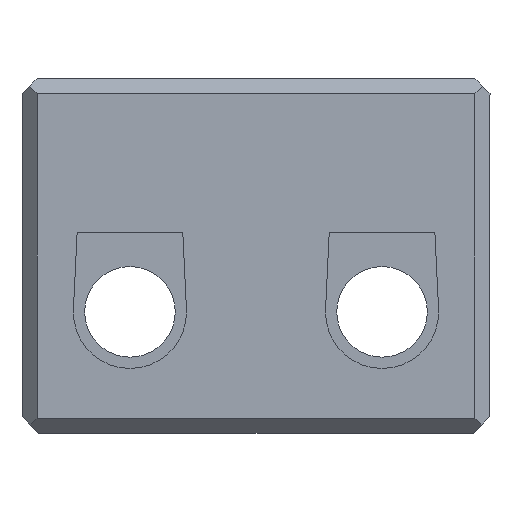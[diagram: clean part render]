
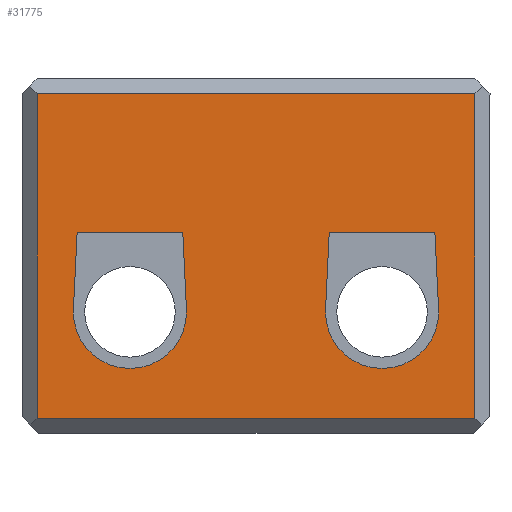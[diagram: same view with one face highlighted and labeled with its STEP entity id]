
A CAD part, front view. The second image highlights one B-rep face of the part: STEP entity #31775.
In plain terms, the highlighted planar face has unit normal (0, -1, 0).
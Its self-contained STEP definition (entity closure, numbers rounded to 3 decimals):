
#35 = DIRECTION ( 'NONE',  ( 0., 1., 0. ) ) ;
#136 = VERTEX_POINT ( 'NONE', #14302 ) ;
#225 = CARTESIAN_POINT ( 'NONE',  ( -4.6, -0.45, -3.6 ) ) ;
#950 = EDGE_CURVE ( 'NONE', #3970, #136, #4660, .T. ) ;
#1571 = DIRECTION ( 'NONE',  ( 0., 0., -1. ) ) ;
#1671 = AXIS2_PLACEMENT_3D ( 'NONE', #2436, #35, #28990 ) ;
#1762 = CARTESIAN_POINT ( 'NONE',  ( -4.85, -0.45, 1.65 ) ) ;
#2316 = DIRECTION ( 'NONE',  ( 0., 1., 0. ) ) ;
#2431 = ORIENTED_EDGE ( 'NONE', *, *, #5335, .T. ) ;
#2436 = CARTESIAN_POINT ( 'NONE',  ( 0., -0.45, 0. ) ) ;
#2461 = ORIENTED_EDGE ( 'NONE', *, *, #22269, .F. ) ;
#2811 = VERTEX_POINT ( 'NONE', #23511 ) ;
#2907 = DIRECTION ( 'NONE',  ( 1., 0., 0. ) ) ;
#3015 = DIRECTION ( 'NONE',  ( 0., -1., 0. ) ) ;
#3970 = VERTEX_POINT ( 'NONE', #18992 ) ;
#4012 = CARTESIAN_POINT ( 'NONE',  ( -4.85, -0.45, 1.65 ) ) ;
#4255 = EDGE_CURVE ( 'NONE', #15237, #33392, #14246, .T. ) ;
#4382 = CARTESIAN_POINT ( 'NONE',  ( -8.35, -0.45, -3.6 ) ) ;
#4660 = CIRCLE ( 'NONE', #28571, 3.75 ) ;
#4878 = EDGE_LOOP ( 'NONE', ( #5314, #12676, #12828, #2461, #7787 ) ) ;
#5147 = ORIENTED_EDGE ( 'NONE', *, *, #26012, .F. ) ;
#5314 = ORIENTED_EDGE ( 'NONE', *, *, #20121, .F. ) ;
#5335 = EDGE_CURVE ( 'NONE', #136, #30941, #31659, .T. ) ;
#5351 = FACE_BOUND ( 'NONE', #4878, .T. ) ;
#5474 = CARTESIAN_POINT ( 'NONE',  ( -11.85, -0.45, 1.65 ) ) ;
#6069 = ORIENTED_EDGE ( 'NONE', *, *, #16776, .F. ) ;
#6115 = VERTEX_POINT ( 'NONE', #225 ) ;
#6126 = DIRECTION ( 'NONE',  ( -0.048, 0., -0.999 ) ) ;
#6853 = AXIS2_PLACEMENT_3D ( 'NONE', #26351, #3015, #21414 ) ;
#7685 = DIRECTION ( 'NONE',  ( 0., -1., 0. ) ) ;
#7787 = ORIENTED_EDGE ( 'NONE', *, *, #4255, .F. ) ;
#7898 = VECTOR ( 'NONE', #6126, 1000. ) ;
#7971 = VECTOR ( 'NONE', #18050, 1000. ) ;
#8134 = ORIENTED_EDGE ( 'NONE', *, *, #31580, .T. ) ;
#8562 = LINE ( 'NONE', #26647, #28173 ) ;
#8857 = DIRECTION ( 'NONE',  ( -1., 0., 0. ) ) ;
#9199 = EDGE_LOOP ( 'NONE', ( #8134, #29413, #30200, #2431, #28993 ) ) ;
#9700 = CARTESIAN_POINT ( 'NONE',  ( -14.5, -0.45, -10.65 ) ) ;
#10277 = VECTOR ( 'NONE', #2907, 1000. ) ;
#10432 = AXIS2_PLACEMENT_3D ( 'NONE', #33576, #7685, #15253 ) ;
#10780 = EDGE_CURVE ( 'NONE', #30941, #24761, #28808, .T. ) ;
#10821 = VECTOR ( 'NONE', #8857, 1000. ) ;
#11293 = CARTESIAN_POINT ( 'NONE',  ( 11.75, -0.45, 1.65 ) ) ;
#11826 = CARTESIAN_POINT ( 'NONE',  ( 14.5, -0.45, 10.65 ) ) ;
#12196 = CARTESIAN_POINT ( 'NONE',  ( 4.6, -0.45, -3.6 ) ) ;
#12504 = CARTESIAN_POINT ( 'NONE',  ( -14.5, -0.45, -10.65 ) ) ;
#12676 = ORIENTED_EDGE ( 'NONE', *, *, #20730, .F. ) ;
#12828 = ORIENTED_EDGE ( 'NONE', *, *, #24919, .F. ) ;
#13104 = LINE ( 'NONE', #31630, #25755 ) ;
#13983 = DIRECTION ( 'NONE',  ( 0.048, 0., 0.999 ) ) ;
#14246 = CIRCLE ( 'NONE', #10432, 3.75 ) ;
#14302 = CARTESIAN_POINT ( 'NONE',  ( -12.1, -0.45, -3.6 ) ) ;
#14732 = LINE ( 'NONE', #11826, #31466 ) ;
#14863 = DIRECTION ( 'NONE',  ( 1., 0., 0. ) ) ;
#15237 = VERTEX_POINT ( 'NONE', #21673 ) ;
#15253 = DIRECTION ( 'NONE',  ( -1., 0., 0. ) ) ;
#16011 = VERTEX_POINT ( 'NONE', #12196 ) ;
#16256 = VERTEX_POINT ( 'NONE', #22519 ) ;
#16776 = EDGE_CURVE ( 'NONE', #20068, #31916, #13104, .T. ) ;
#17112 = DIRECTION ( 'NONE',  ( 0.048, 0., -0.999 ) ) ;
#17235 = CIRCLE ( 'NONE', #6853, 3.75 ) ;
#17405 = EDGE_CURVE ( 'NONE', #6115, #3970, #23649, .T. ) ;
#17468 = LINE ( 'NONE', #1762, #28877 ) ;
#17724 = LINE ( 'NONE', #9700, #30548 ) ;
#18050 = DIRECTION ( 'NONE',  ( 1., 0., 0. ) ) ;
#18992 = CARTESIAN_POINT ( 'NONE',  ( -8.35, -0.45, -7.35 ) ) ;
#19217 = CARTESIAN_POINT ( 'NONE',  ( 14.5, -0.45, -10.65 ) ) ;
#19528 = CARTESIAN_POINT ( 'NONE',  ( 11.85, -0.45, 1.65 ) ) ;
#20068 = VERTEX_POINT ( 'NONE', #19217 ) ;
#20121 = EDGE_CURVE ( 'NONE', #16011, #15237, #17235, .T. ) ;
#20392 = DIRECTION ( 'NONE',  ( 1., 0., 0. ) ) ;
#20730 = EDGE_CURVE ( 'NONE', #25723, #16011, #24188, .T. ) ;
#20873 = ORIENTED_EDGE ( 'NONE', *, *, #24366, .F. ) ;
#21338 = FACE_OUTER_BOUND ( 'NONE', #28831, .T. ) ;
#21414 = DIRECTION ( 'NONE',  ( -1., 0., 0. ) ) ;
#21673 = CARTESIAN_POINT ( 'NONE',  ( 8.35, -0.45, -7.35 ) ) ;
#22269 = EDGE_CURVE ( 'NONE', #33392, #28924, #8562, .T. ) ;
#22519 = CARTESIAN_POINT ( 'NONE',  ( 14.5, -0.45, 10.85 ) ) ;
#23112 = LINE ( 'NONE', #26331, #7971 ) ;
#23511 = CARTESIAN_POINT ( 'NONE',  ( -14.5, -0.45, 10.85 ) ) ;
#23649 = CIRCLE ( 'NONE', #27998, 3.75 ) ;
#24188 = LINE ( 'NONE', #32182, #7898 ) ;
#24366 = EDGE_CURVE ( 'NONE', #2811, #16256, #23112, .T. ) ;
#24639 = CARTESIAN_POINT ( 'NONE',  ( 12.1, -0.45, -3.6 ) ) ;
#24761 = VERTEX_POINT ( 'NONE', #4012 ) ;
#24919 = EDGE_CURVE ( 'NONE', #28924, #25723, #31707, .T. ) ;
#25372 = DIRECTION ( 'NONE',  ( 0., 0., 1. ) ) ;
#25474 = CARTESIAN_POINT ( 'NONE',  ( 4.85, -0.45, 1.65 ) ) ;
#25723 = VERTEX_POINT ( 'NONE', #25474 ) ;
#25755 = VECTOR ( 'NONE', #26182, 1000. ) ;
#25756 = CARTESIAN_POINT ( 'NONE',  ( -4.95, -0.45, 1.65 ) ) ;
#25956 = PLANE ( 'NONE',  #1671 ) ;
#26012 = EDGE_CURVE ( 'NONE', #16256, #20068, #14732, .T. ) ;
#26182 = DIRECTION ( 'NONE',  ( -1., 0., 0. ) ) ;
#26331 = CARTESIAN_POINT ( 'NONE',  ( -14.4, -0.45, 10.85 ) ) ;
#26351 = CARTESIAN_POINT ( 'NONE',  ( 8.35, -0.45, -3.6 ) ) ;
#26647 = CARTESIAN_POINT ( 'NONE',  ( 12.1, -0.45, -3.6 ) ) ;
#26881 = CARTESIAN_POINT ( 'NONE',  ( -12.1, -0.45, -3.6 ) ) ;
#27148 = DIRECTION ( 'NONE',  ( -0.048, 0., 0.999 ) ) ;
#27998 = AXIS2_PLACEMENT_3D ( 'NONE', #33050, #30158, #14863 ) ;
#28173 = VECTOR ( 'NONE', #27148, 1000. ) ;
#28571 = AXIS2_PLACEMENT_3D ( 'NONE', #4382, #2316, #20392 ) ;
#28808 = LINE ( 'NONE', #25756, #10277 ) ;
#28831 = EDGE_LOOP ( 'NONE', ( #30505, #6069, #5147, #20873 ) ) ;
#28877 = VECTOR ( 'NONE', #17112, 1000. ) ;
#28924 = VERTEX_POINT ( 'NONE', #19528 ) ;
#28990 = DIRECTION ( 'NONE',  ( 1., 0., 0. ) ) ;
#28993 = ORIENTED_EDGE ( 'NONE', *, *, #10780, .T. ) ;
#29413 = ORIENTED_EDGE ( 'NONE', *, *, #17405, .T. ) ;
#30158 = DIRECTION ( 'NONE',  ( 0., 1., 0. ) ) ;
#30200 = ORIENTED_EDGE ( 'NONE', *, *, #950, .T. ) ;
#30484 = EDGE_CURVE ( 'NONE', #31916, #2811, #17724, .T. ) ;
#30505 = ORIENTED_EDGE ( 'NONE', *, *, #30484, .F. ) ;
#30548 = VECTOR ( 'NONE', #25372, 1000. ) ;
#30941 = VERTEX_POINT ( 'NONE', #5474 ) ;
#31466 = VECTOR ( 'NONE', #1571, 1000. ) ;
#31580 = EDGE_CURVE ( 'NONE', #24761, #6115, #17468, .T. ) ;
#31630 = CARTESIAN_POINT ( 'NONE',  ( 14.4, -0.45, -10.65 ) ) ;
#31659 = LINE ( 'NONE', #26881, #33689 ) ;
#31707 = LINE ( 'NONE', #11293, #10821 ) ;
#31775 = ADVANCED_FACE ( 'NONE', ( #33611, #5351, #21338 ), #25956, .F. ) ;
#31916 = VERTEX_POINT ( 'NONE', #12504 ) ;
#32182 = CARTESIAN_POINT ( 'NONE',  ( 4.85, -0.45, 1.65 ) ) ;
#33050 = CARTESIAN_POINT ( 'NONE',  ( -8.35, -0.45, -3.6 ) ) ;
#33392 = VERTEX_POINT ( 'NONE', #24639 ) ;
#33576 = CARTESIAN_POINT ( 'NONE',  ( 8.35, -0.45, -3.6 ) ) ;
#33611 = FACE_BOUND ( 'NONE', #9199, .T. ) ;
#33689 = VECTOR ( 'NONE', #13983, 1000. ) ;
